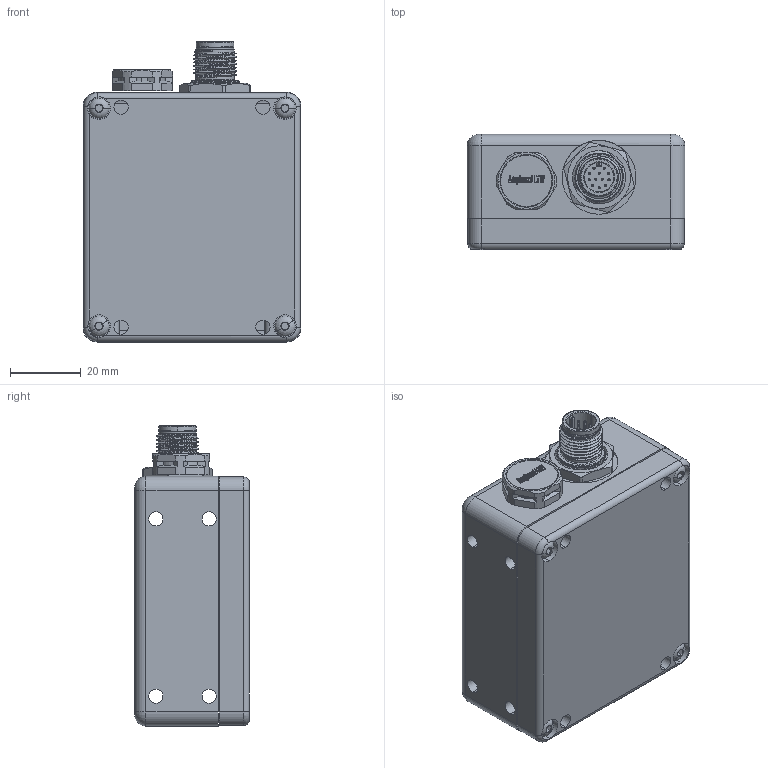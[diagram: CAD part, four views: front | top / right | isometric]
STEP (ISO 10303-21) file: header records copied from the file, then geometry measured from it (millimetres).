
FILE_DESCRIPTION (( 'STEP AP214' ), '1' );
FILE_NAME ('GN8-1UVWA 07-24-18.STEP', '2018-07-24T18:22:41', ( '' ), ( '' ), 'SwSTEP 2.0', 'SolidWorks 2015', '' );
FILE_SCHEMA (( 'AUTOMOTIVE_DESIGN' ));
Length unit declared in the file: millimetre
Products named in the file (1): GN8-1UVWA 07-24-18
Bounding box: 61.4 x 32.36 x 84.6 mm (x, y, z)
Surface area: 20329.5 mm2 (no closed solid volume)
Topology: 0 solids, 25 shells, 490 faces, 1616 edges, 1093 vertices
Faces by surface type: plane 184, cylinder 148, bspline 100, cone 42, torus 16
Entity records: 28772 total; most frequent: CARTESIAN_POINT 10779, ORIENTED_EDGE 2726, DIRECTION 2171, EDGE_CURVE 1568, VERTEX_POINT 1093, AXIS2_PLACEMENT_3D 741, VECTOR 689, LINE 689
